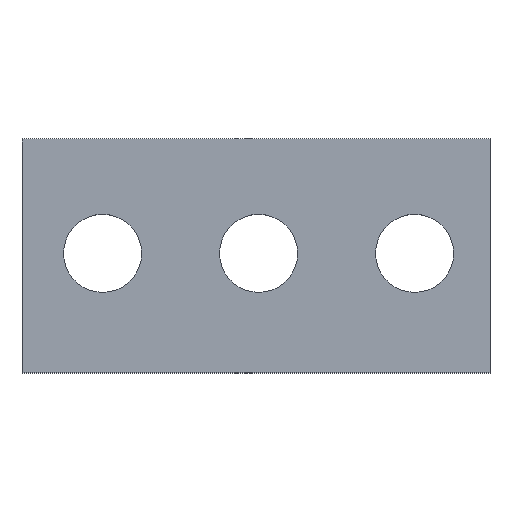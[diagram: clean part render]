
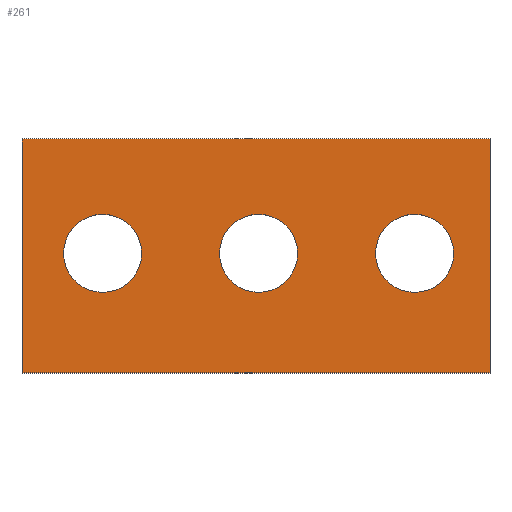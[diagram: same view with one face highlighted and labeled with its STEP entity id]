
A CAD part, top view. The second image highlights one B-rep face of the part: STEP entity #261.
In plain terms, the highlighted planar face has unit normal (0, 0, 1).
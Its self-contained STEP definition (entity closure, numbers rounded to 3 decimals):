
#24 = VERTEX_POINT('',#25);
#25 = CARTESIAN_POINT('',(25.4,25.4,0.));
#31 = EDGE_CURVE('',#24,#32,#34,.T.);
#32 = VERTEX_POINT('',#33);
#33 = CARTESIAN_POINT('',(43.4,25.4,0.));
#34 = LINE('',#35,#36);
#35 = CARTESIAN_POINT('',(25.4,25.4,0.));
#36 = VECTOR('',#37,1.);
#37 = DIRECTION('',(1.,0.,0.));
#62 = EDGE_CURVE('',#32,#63,#65,.T.);
#63 = VERTEX_POINT('',#64);
#64 = CARTESIAN_POINT('',(43.4,34.4,0.));
#65 = LINE('',#66,#67);
#66 = CARTESIAN_POINT('',(43.4,25.4,0.));
#67 = VECTOR('',#68,1.);
#68 = DIRECTION('',(0.,1.,0.));
#93 = EDGE_CURVE('',#63,#94,#96,.T.);
#94 = VERTEX_POINT('',#95);
#95 = CARTESIAN_POINT('',(25.4,34.4,0.));
#96 = LINE('',#97,#98);
#97 = CARTESIAN_POINT('',(43.4,34.4,0.));
#98 = VECTOR('',#99,1.);
#99 = DIRECTION('',(-1.,0.,0.));
#124 = EDGE_CURVE('',#94,#24,#125,.T.);
#125 = LINE('',#126,#127);
#126 = CARTESIAN_POINT('',(25.4,34.4,0.));
#127 = VECTOR('',#128,1.);
#128 = DIRECTION('',(0.,-1.,0.));
#148 = VERTEX_POINT('',#149);
#149 = CARTESIAN_POINT('',(30.,30.,0.));
#155 = EDGE_CURVE('',#148,#148,#156,.T.);
#156 = CIRCLE('',#157,1.5);
#157 = AXIS2_PLACEMENT_3D('',#158,#159,#160);
#158 = CARTESIAN_POINT('',(28.5,30.,0.));
#159 = DIRECTION('',(0.,0.,1.));
#160 = DIRECTION('',(1.,0.,0.));
#181 = VERTEX_POINT('',#182);
#182 = CARTESIAN_POINT('',(42.,30.,0.));
#188 = EDGE_CURVE('',#181,#181,#189,.T.);
#189 = CIRCLE('',#190,1.5);
#190 = AXIS2_PLACEMENT_3D('',#191,#192,#193);
#191 = CARTESIAN_POINT('',(40.5,30.,0.));
#192 = DIRECTION('',(0.,0.,1.));
#193 = DIRECTION('',(1.,0.,0.));
#214 = VERTEX_POINT('',#215);
#215 = CARTESIAN_POINT('',(36.,30.,0.));
#221 = EDGE_CURVE('',#214,#214,#222,.T.);
#222 = CIRCLE('',#223,1.5);
#223 = AXIS2_PLACEMENT_3D('',#224,#225,#226);
#224 = CARTESIAN_POINT('',(34.5,30.,0.));
#225 = DIRECTION('',(0.,0.,1.));
#226 = DIRECTION('',(1.,0.,0.));
#261 = ADVANCED_FACE('',(#262,#268,#271,#274),#277,.F.);
#262 = FACE_BOUND('',#263,.T.);
#263 = EDGE_LOOP('',(#264,#265,#266,#267));
#264 = ORIENTED_EDGE('',*,*,#31,.T.);
#265 = ORIENTED_EDGE('',*,*,#62,.T.);
#266 = ORIENTED_EDGE('',*,*,#93,.T.);
#267 = ORIENTED_EDGE('',*,*,#124,.T.);
#268 = FACE_BOUND('',#269,.F.);
#269 = EDGE_LOOP('',(#270));
#270 = ORIENTED_EDGE('',*,*,#155,.T.);
#271 = FACE_BOUND('',#272,.F.);
#272 = EDGE_LOOP('',(#273));
#273 = ORIENTED_EDGE('',*,*,#188,.T.);
#274 = FACE_BOUND('',#275,.F.);
#275 = EDGE_LOOP('',(#276));
#276 = ORIENTED_EDGE('',*,*,#221,.T.);
#277 = PLANE('',#278);
#278 = AXIS2_PLACEMENT_3D('',#279,#280,#281);
#279 = CARTESIAN_POINT('',(25.4,25.4,0.));
#280 = DIRECTION('',(0.,0.,-1.));
#281 = DIRECTION('',(-1.,0.,0.));
